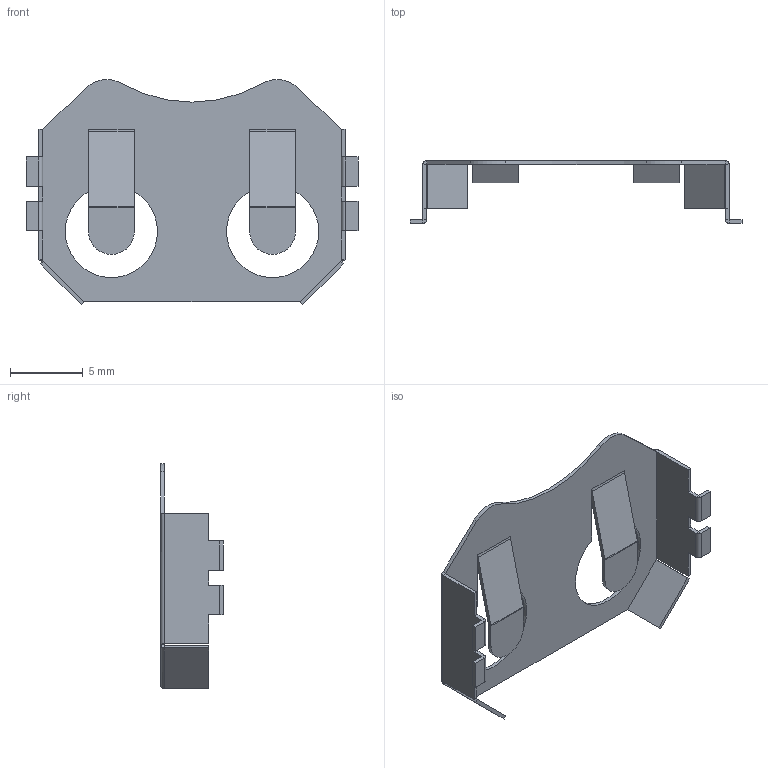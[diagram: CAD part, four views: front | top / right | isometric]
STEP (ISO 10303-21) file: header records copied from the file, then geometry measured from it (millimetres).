
FILE_DESCRIPTION(/* description */ ('STEP AP214'),/* implementation_level */ '2;1');
FILE_NAME(/* name */ 'BAT-HLD-001 v2.step',/* time_stamp */ '2025-06-08T01:13:39-04:00',/* author */ (''),/* organization */ (''),/* preprocessor_version */ 'ST-DEVELOPER v20.1',/* originating_system */ 'Autodesk Translation Framework v14.10.0.0',/* authorisation */ '');
FILE_SCHEMA (('AUTOMOTIVE_DESIGN { 1 0 10303 214 3 1 1 }'));
Length unit declared in the file: inch
Products named in the file (1): BAT-HLD-001
Bounding box: 22.86 x 4.32 x 15.49 mm (x, y, z)
Volume: 88 mm3; surface area: 742.7 mm2
Topology: 1 solids, 1 shells, 139 faces, 318 edges, 182 vertices
Faces by surface type: plane 114, cylinder 21, bspline 4
Entity records: 3833 total; most frequent: CARTESIAN_POINT 700, ORIENTED_EDGE 636, DIRECTION 624, EDGE_CURVE 318, LINE 276, VECTOR 276, VERTEX_POINT 182, AXIS2_PLACEMENT_3D 174
